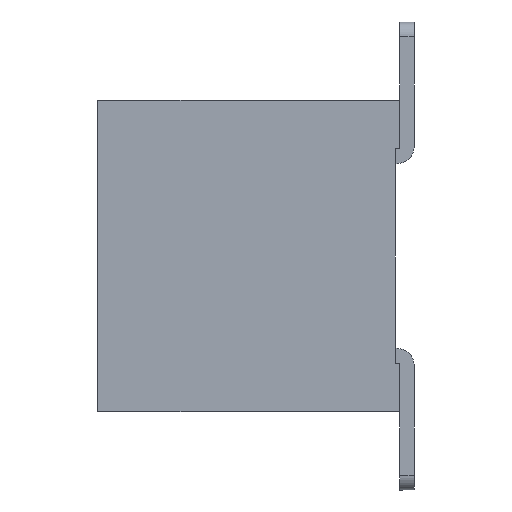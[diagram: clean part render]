
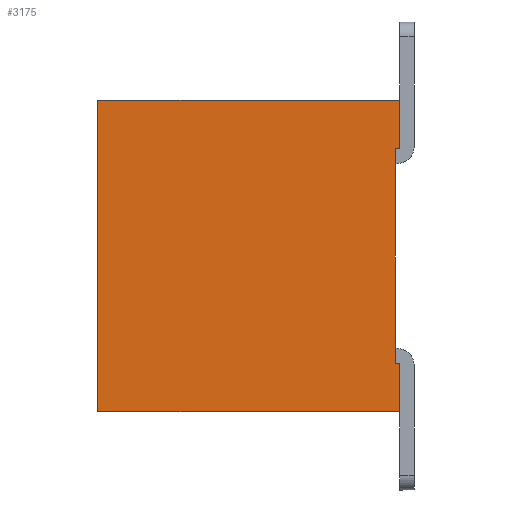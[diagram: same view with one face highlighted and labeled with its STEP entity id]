
A CAD part, left-side view. The second image highlights one B-rep face of the part: STEP entity #3175.
In plain terms, the highlighted planar face has unit normal (-1, 0, 0).
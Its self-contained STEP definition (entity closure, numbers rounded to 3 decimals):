
#1964 = DIRECTION ( 'NONE',  ( 0., 0., 1. ) ) ;
#3175 = ADVANCED_FACE ( 'NONE', ( #19296 ), #7078, .T. ) ;
#4231 = VECTOR ( 'NONE', #9931, 1000. ) ;
#4540 = VERTEX_POINT ( 'NONE', #5794 ) ;
#4586 = CARTESIAN_POINT ( 'NONE',  ( 0., 0.15, -4.004 ) ) ;
#4892 = VERTEX_POINT ( 'NONE', #25038 ) ;
#5191 = VECTOR ( 'NONE', #11161, 1000. ) ;
#5492 = CARTESIAN_POINT ( 'NONE',  ( 0., 3.25, -0.804 ) ) ;
#5570 = EDGE_CURVE ( 'NONE', #30043, #4892, #29637, .T. ) ;
#5794 = CARTESIAN_POINT ( 'NONE',  ( 0., 0.193, -1.304 ) ) ;
#5978 = EDGE_LOOP ( 'NONE', ( #27259, #26658, #9775, #28571, #8051, #15400, #20145, #19715 ) ) ;
#6574 = CARTESIAN_POINT ( 'NONE',  ( 0., 0.15, -3.504 ) ) ;
#7078 = PLANE ( 'NONE',  #18794 ) ;
#7080 = EDGE_CURVE ( 'NONE', #30841, #27768, #21626, .T. ) ;
#7468 = CARTESIAN_POINT ( 'NONE',  ( 0., 0.15, -1.304 ) ) ;
#7602 = EDGE_CURVE ( 'NONE', #18886, #4540, #7697, .T. ) ;
#7697 = LINE ( 'NONE', #24926, #4231 ) ;
#8051 = ORIENTED_EDGE ( 'NONE', *, *, #13553, .T. ) ;
#9220 = EDGE_CURVE ( 'NONE', #27768, #4540, #12559, .T. ) ;
#9271 = VECTOR ( 'NONE', #22197, 1000. ) ;
#9621 = DIRECTION ( 'NONE',  ( 0., 0., 1. ) ) ;
#9775 = ORIENTED_EDGE ( 'NONE', *, *, #26857, .F. ) ;
#9931 = DIRECTION ( 'NONE',  ( 0., 1., 0. ) ) ;
#10144 = CARTESIAN_POINT ( 'NONE',  ( 0., 0.193, -3.504 ) ) ;
#10487 = LINE ( 'NONE', #5492, #16320 ) ;
#11161 = DIRECTION ( 'NONE',  ( 0., 1., 0. ) ) ;
#12559 = LINE ( 'NONE', #10144, #22582 ) ;
#13553 = EDGE_CURVE ( 'NONE', #4892, #30841, #21848, .T. ) ;
#13684 = CARTESIAN_POINT ( 'NONE',  ( 0., 3.25, -4.004 ) ) ;
#14939 = DIRECTION ( 'NONE',  ( -1., 0., 0. ) ) ;
#15400 = ORIENTED_EDGE ( 'NONE', *, *, #7080, .T. ) ;
#15692 = CARTESIAN_POINT ( 'NONE',  ( 0., 3.25, -4.004 ) ) ;
#15720 = VECTOR ( 'NONE', #30521, 1000. ) ;
#15747 = VERTEX_POINT ( 'NONE', #19579 ) ;
#16320 = VECTOR ( 'NONE', #30305, 1000. ) ;
#17674 = DIRECTION ( 'NONE',  ( 0., 0., 1. ) ) ;
#18794 = AXIS2_PLACEMENT_3D ( 'NONE', #22653, #14939, #17674 ) ;
#18886 = VERTEX_POINT ( 'NONE', #25600 ) ;
#19296 = FACE_OUTER_BOUND ( 'NONE', #5978, .T. ) ;
#19579 = CARTESIAN_POINT ( 'NONE',  ( 0., 0.15, -0.804 ) ) ;
#19715 = ORIENTED_EDGE ( 'NONE', *, *, #7602, .F. ) ;
#20145 = ORIENTED_EDGE ( 'NONE', *, *, #9220, .T. ) ;
#20351 = VERTEX_POINT ( 'NONE', #20532 ) ;
#20532 = CARTESIAN_POINT ( 'NONE',  ( 0., 3.25, -0.804 ) ) ;
#21558 = EDGE_CURVE ( 'NONE', #20351, #15747, #10487, .T. ) ;
#21626 = LINE ( 'NONE', #29078, #5191 ) ;
#21848 = LINE ( 'NONE', #4586, #28122 ) ;
#21886 = CARTESIAN_POINT ( 'NONE',  ( 0., 3.25, -4.004 ) ) ;
#22003 = EDGE_CURVE ( 'NONE', #18886, #15747, #29551, .T. ) ;
#22197 = DIRECTION ( 'NONE',  ( 0., -1., 0. ) ) ;
#22582 = VECTOR ( 'NONE', #30275, 1000. ) ;
#22653 = CARTESIAN_POINT ( 'NONE',  ( 0., 3.25, -4.004 ) ) ;
#24622 = VECTOR ( 'NONE', #1964, 1000. ) ;
#24926 = CARTESIAN_POINT ( 'NONE',  ( 0., 0.15, -1.304 ) ) ;
#25038 = CARTESIAN_POINT ( 'NONE',  ( 0., 0.15, -4.004 ) ) ;
#25600 = CARTESIAN_POINT ( 'NONE',  ( 0., 0.15, -1.304 ) ) ;
#25859 = LINE ( 'NONE', #15692, #15720 ) ;
#26658 = ORIENTED_EDGE ( 'NONE', *, *, #21558, .F. ) ;
#26857 = EDGE_CURVE ( 'NONE', #30043, #20351, #25859, .T. ) ;
#27259 = ORIENTED_EDGE ( 'NONE', *, *, #22003, .T. ) ;
#27463 = CARTESIAN_POINT ( 'NONE',  ( 0., 0.193, -3.504 ) ) ;
#27768 = VERTEX_POINT ( 'NONE', #27463 ) ;
#28122 = VECTOR ( 'NONE', #9621, 1000. ) ;
#28571 = ORIENTED_EDGE ( 'NONE', *, *, #5570, .T. ) ;
#29078 = CARTESIAN_POINT ( 'NONE',  ( 0., 0.15, -3.504 ) ) ;
#29551 = LINE ( 'NONE', #7468, #24622 ) ;
#29637 = LINE ( 'NONE', #21886, #9271 ) ;
#30043 = VERTEX_POINT ( 'NONE', #13684 ) ;
#30275 = DIRECTION ( 'NONE',  ( 0., 0., 1. ) ) ;
#30305 = DIRECTION ( 'NONE',  ( 0., -1., 0. ) ) ;
#30521 = DIRECTION ( 'NONE',  ( 0., 0., 1. ) ) ;
#30841 = VERTEX_POINT ( 'NONE', #6574 ) ;
